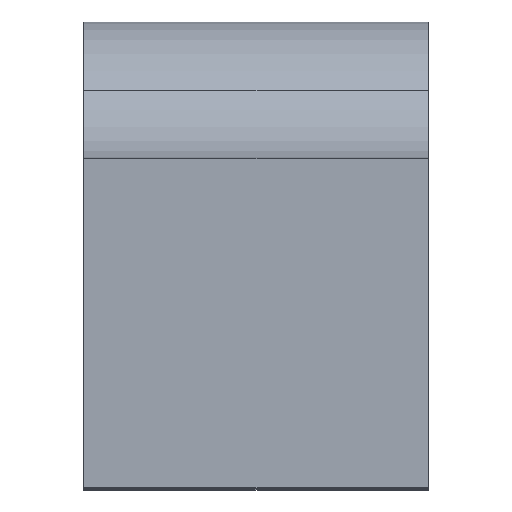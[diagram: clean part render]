
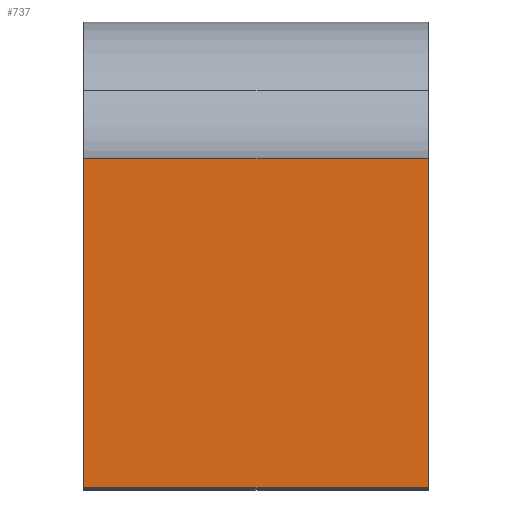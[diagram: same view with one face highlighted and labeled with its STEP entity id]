
A CAD part, top view. The second image highlights one B-rep face of the part: STEP entity #737.
In plain terms, the highlighted planar face has unit normal (0, 0, 1).
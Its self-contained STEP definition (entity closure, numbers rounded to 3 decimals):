
#8 = EDGE_CURVE ( 'NONE', #761, #546, #347, .T. ) ;
#24 = CARTESIAN_POINT ( 'NONE',  ( 0., -3.925, 18.1 ) ) ;
#66 = DIRECTION ( 'NONE',  ( -1., 0., 0. ) ) ;
#84 = DIRECTION ( 'NONE',  ( -1., 0., 0. ) ) ;
#88 = DIRECTION ( 'NONE',  ( 0., -1., 0. ) ) ;
#97 = VERTEX_POINT ( 'NONE', #230 ) ;
#196 = VECTOR ( 'NONE', #512, 1000. ) ;
#230 = CARTESIAN_POINT ( 'NONE',  ( -13.1, -3.925, 18.1 ) ) ;
#267 = LINE ( 'NONE', #585, #983 ) ;
#283 = EDGE_CURVE ( 'NONE', #546, #312, #406, .T. ) ;
#312 = VERTEX_POINT ( 'NONE', #953 ) ;
#326 = VECTOR ( 'NONE', #84, 1000. ) ;
#330 = CARTESIAN_POINT ( 'NONE',  ( -3.1, 5.625, 18.1 ) ) ;
#347 = LINE ( 'NONE', #903, #196 ) ;
#359 = CARTESIAN_POINT ( 'NONE',  ( 0., 15.628, 18.1 ) ) ;
#406 = LINE ( 'NONE', #481, #1001 ) ;
#452 = ORIENTED_EDGE ( 'NONE', *, *, #283, .F. ) ;
#480 = EDGE_LOOP ( 'NONE', ( #541, #783, #552, #452 ) ) ;
#481 = CARTESIAN_POINT ( 'NONE',  ( -3.1, 15.628, 18.1 ) ) ;
#512 = DIRECTION ( 'NONE',  ( 1., 0., 0. ) ) ;
#516 = EDGE_CURVE ( 'NONE', #761, #97, #267, .T. ) ;
#523 = CARTESIAN_POINT ( 'NONE',  ( -13.1, 5.625, 18.1 ) ) ;
#541 = ORIENTED_EDGE ( 'NONE', *, *, #8, .F. ) ;
#546 = VERTEX_POINT ( 'NONE', #330 ) ;
#552 = ORIENTED_EDGE ( 'NONE', *, *, #867, .F. ) ;
#585 = CARTESIAN_POINT ( 'NONE',  ( -13.1, 15.628, 18.1 ) ) ;
#589 = AXIS2_PLACEMENT_3D ( 'NONE', #359, #664, #66 ) ;
#664 = DIRECTION ( 'NONE',  ( 0., 0., -1. ) ) ;
#695 = LINE ( 'NONE', #24, #326 ) ;
#737 = ADVANCED_FACE ( 'NONE', ( #922 ), #999, .F. ) ;
#761 = VERTEX_POINT ( 'NONE', #523 ) ;
#783 = ORIENTED_EDGE ( 'NONE', *, *, #516, .T. ) ;
#867 = EDGE_CURVE ( 'NONE', #312, #97, #695, .T. ) ;
#890 = DIRECTION ( 'NONE',  ( 0., -1., 0. ) ) ;
#903 = CARTESIAN_POINT ( 'NONE',  ( 0., 5.625, 18.1 ) ) ;
#922 = FACE_OUTER_BOUND ( 'NONE', #480, .T. ) ;
#953 = CARTESIAN_POINT ( 'NONE',  ( -3.1, -3.925, 18.1 ) ) ;
#983 = VECTOR ( 'NONE', #890, 1000. ) ;
#999 = PLANE ( 'NONE',  #589 ) ;
#1001 = VECTOR ( 'NONE', #88, 1000. ) ;
